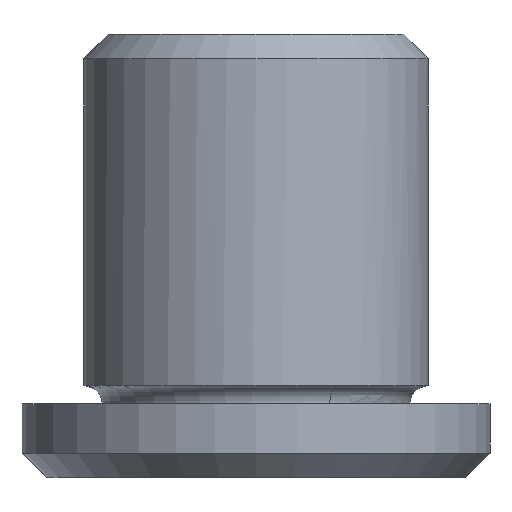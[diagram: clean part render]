
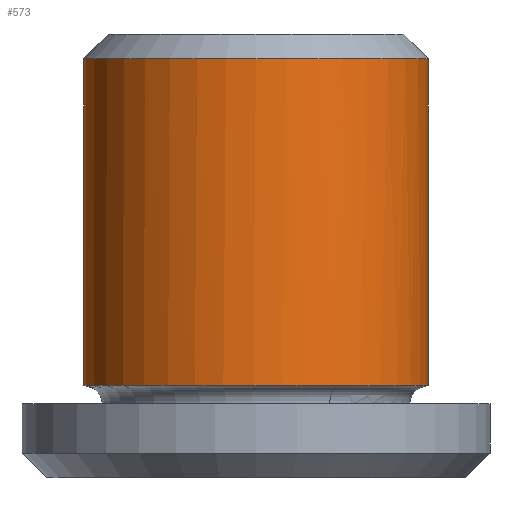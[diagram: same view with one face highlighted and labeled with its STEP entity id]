
A CAD part, front view. The second image highlights one B-rep face of the part: STEP entity #573.
In plain terms, the highlighted cylindrical face has radius 7 mm (diameter 14 mm), a partial arc.
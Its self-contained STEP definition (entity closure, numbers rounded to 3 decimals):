
#61=CARTESIAN_POINT('Vertex',(7.,0.,3.75)) ;
#66=CARTESIAN_POINT('Axis2P3D Location',(0.,0.,3.75)) ;
#70=CARTESIAN_POINT('Vertex',(3.356,-6.143,3.75)) ;
#247=CARTESIAN_POINT('Axis2P3D Location',(0.,0.,3.75)) ;
#251=CARTESIAN_POINT('Vertex',(-7.,0.,3.75)) ;
#525=CARTESIAN_POINT('Axis2P3D Location',(0.,0.,10.5)) ;
#530=CARTESIAN_POINT('Line Origine',(7.,0.,10.5)) ;
#534=CARTESIAN_POINT('Vertex',(7.,0.,17.)) ;
#537=CARTESIAN_POINT('Line Origine',(-7.,0.,10.5)) ;
#541=CARTESIAN_POINT('Vertex',(-7.,0.,17.)) ;
#561=CARTESIAN_POINT('Axis2P3D Location',(0.,0.,17.)) ;
#67=DIRECTION('Axis2P3D Direction',(0.,0.,1.)) ;
#248=DIRECTION('Axis2P3D Direction',(0.,0.,1.)) ;
#526=DIRECTION('Axis2P3D Direction',(0.,0.,1.)) ;
#527=DIRECTION('Axis2P3D XDirection',(1.,0.,0.)) ;
#531=DIRECTION('Vector Direction',(0.,0.,1.)) ;
#538=DIRECTION('Vector Direction',(0.,0.,1.)) ;
#562=DIRECTION('Axis2P3D Direction',(0.,0.,1.)) ;
#68=AXIS2_PLACEMENT_3D('Circle Axis2P3D',#66,#67,$) ;
#249=AXIS2_PLACEMENT_3D('Circle Axis2P3D',#247,#248,$) ;
#528=AXIS2_PLACEMENT_3D('Cylinder Axis2P3D',#525,#526,#527) ;
#563=AXIS2_PLACEMENT_3D('Circle Axis2P3D',#561,#562,$) ;
#567=ORIENTED_EDGE('',*,*,#543,.F.) ;
#568=ORIENTED_EDGE('',*,*,#253,.T.) ;
#569=ORIENTED_EDGE('',*,*,#72,.F.) ;
#570=ORIENTED_EDGE('',*,*,#536,.T.) ;
#571=ORIENTED_EDGE('',*,*,#565,.F.) ;
#532=VECTOR('Line Direction',#531,1.) ;
#539=VECTOR('Line Direction',#538,1.) ;
#573=ADVANCED_FACE('PartBody',(#572),#529,.T.) ;
#69=CIRCLE('generated circle',#68,7.) ;
#250=CIRCLE('generated circle',#249,7.) ;
#564=CIRCLE('generated circle',#563,7.) ;
#529=CYLINDRICAL_SURFACE('generated cylinder',#528,7.) ;
#72=EDGE_CURVE('',#62,#71,#69,.F.) ;
#253=EDGE_CURVE('',#252,#71,#250,.T.) ;
#536=EDGE_CURVE('',#62,#535,#533,.T.) ;
#543=EDGE_CURVE('',#252,#542,#540,.T.) ;
#565=EDGE_CURVE('',#542,#535,#564,.T.) ;
#566=EDGE_LOOP('',(#567,#568,#569,#570,#571)) ;
#572=FACE_OUTER_BOUND('',#566,.T.) ;
#533=LINE('Line',#530,#532) ;
#540=LINE('Line',#537,#539) ;
#62=VERTEX_POINT('',#61) ;
#71=VERTEX_POINT('',#70) ;
#252=VERTEX_POINT('',#251) ;
#535=VERTEX_POINT('',#534) ;
#542=VERTEX_POINT('',#541) ;
